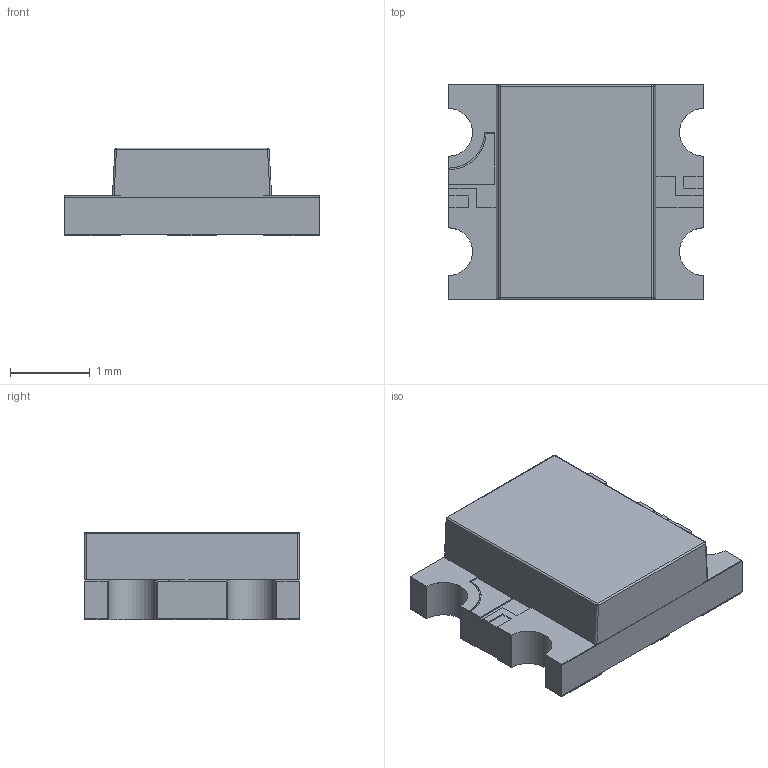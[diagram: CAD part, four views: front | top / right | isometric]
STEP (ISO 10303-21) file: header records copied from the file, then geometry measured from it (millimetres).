
FILE_DESCRIPTION(/* description */ ('Unknown'),/* implementation_level */ '2;1');
FILE_NAME(/* name */ '150121M153200',/* time_stamp */ '2016-02-11T08:17:52+01:00',/* author */ ('Unknown'),/* organization */ ('Unknown'),/* preprocessor_version */ 'ST-DEVELOPER v16.7',/* originating_system */ 'DEX',/* authorisation */ $);
FILE_SCHEMA (('AUTOMOTIVE_DESIGN {1 0 10303 214 3 1 1}'));
Length unit declared in the file: millimetre
Products named in the file (4): 150121M153200; housing; contacts; resin
Assembly tree (3 placements, depth 2):
  150121M153200
    housing
    contacts
    resin
Bounding box: 3.2 x 2.7 x 1.1 mm (x, y, z)
Volume: 7.2 mm3; surface area: 55.3 mm2
Topology: 8 solids, 8 shells, 130 faces, 334 edges, 216 vertices
Faces by surface type: plane 104, cylinder 22, sphere 4
Entity records: 3991 total; most frequent: CARTESIAN_POINT 680, ORIENTED_EDGE 660, DIRECTION 642, EDGE_CURVE 330, LINE 286, VECTOR 286, VERTEX_POINT 216, AXIS2_PLACEMENT_3D 178
